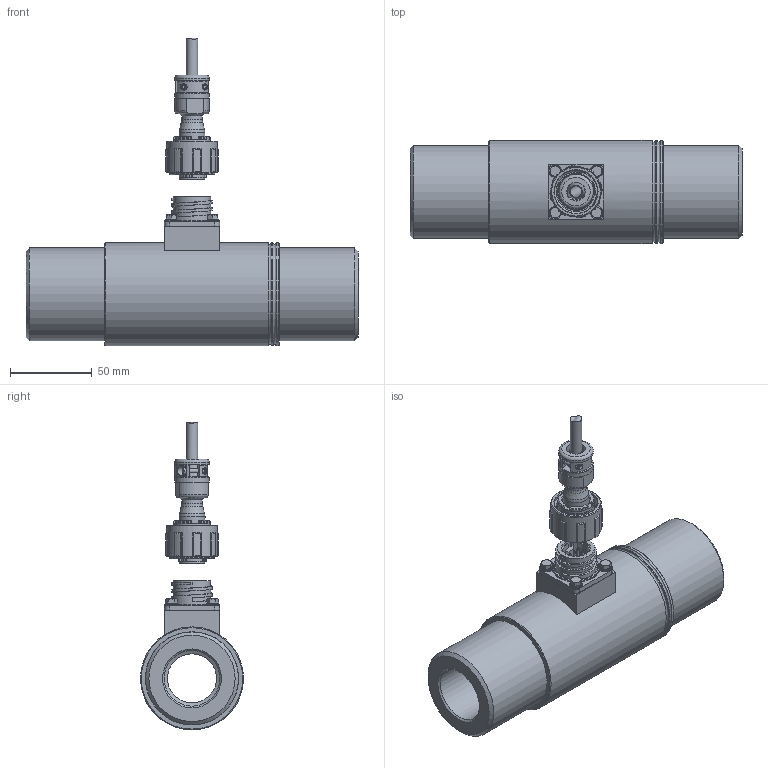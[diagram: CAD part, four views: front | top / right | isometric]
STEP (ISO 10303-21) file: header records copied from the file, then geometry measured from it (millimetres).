
FILE_DESCRIPTION(/* description */ ('Alibre Inc.'),/* implementation_level */ '2;1');
FILE_NAME(/* name */ 'export-4A1E081A-D115-45BC-A1DF-F6D10E281840',/* time_stamp */ '2022-12-02T12:47:54+00:00',/* author */ (''),/* organization */ (''),/* preprocessor_version */ 'ST-DEVELOPER v17',/* originating_system */ 'Alibre',/* authorisation */ '');
FILE_SCHEMA (('CONFIG_CONTROL_DESIGN'));
Length unit declared in the file: centimetre
Bounding box: 203 x 63 x 188.18 mm (x, y, z)
Volume: 366752.1 mm3; surface area: 133652.7 mm2
Topology: 29 solids, 37 shells, 1632 faces, 4152 edges, 2708 vertices
Faces by surface type: plane 782, cylinder 407, cone 242, bspline 158, torus 37, sphere 6
Full cylindrical faces by diameter (mm): 1.448 x6, 1.45 x4, 1.47 x4, 1.473 x6, 1.55 x6, 1.57 x4, 1.613 x6, 1.69 x8, 1.97 x4, 2.13 x4, 2.134 x6, 2.224 x2, 2.31 x4, 2.39 x4, 2.5 x4, 2.565 x12, 2.59 x32, 3 x4, 3.3 x2, 3.6 x4, 3.9 x4, 4.83 x4, 7 x1, 7.7 x4, 8.96 x1, 10.5 x1, 11.25 x1, 11.51 x1, 11.94 x1, 12.07 x1
Entity records: 48326 total; most frequent: CARTESIAN_POINT 13187, ORIENTED_EDGE 7030, DIRECTION 5859, EDGE_CURVE 3515, AXIS2_PLACEMENT_3D 2499, VERTEX_POINT 2491, FACE_BOUND 2087, EDGE_LOOP 2083
